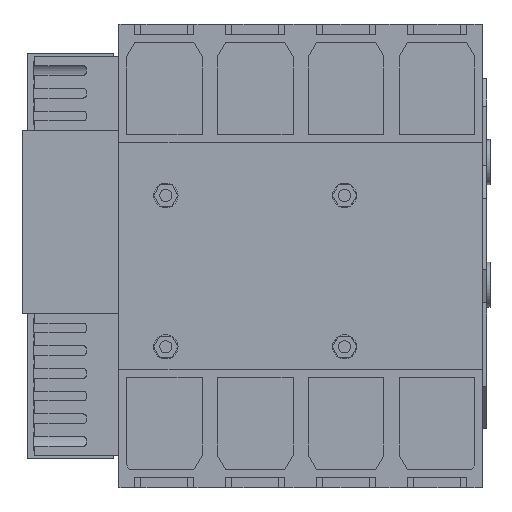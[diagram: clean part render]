
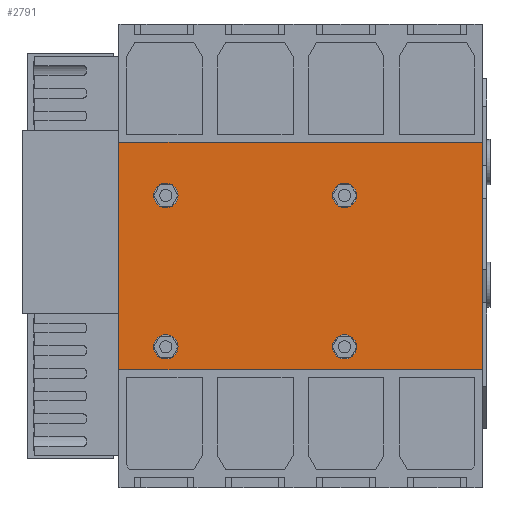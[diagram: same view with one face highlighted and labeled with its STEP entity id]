
A CAD part, front view. The second image highlights one B-rep face of the part: STEP entity #2791.
In plain terms, the highlighted planar face has unit normal (0, -1, 0).
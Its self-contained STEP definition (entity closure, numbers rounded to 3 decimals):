
#2711=AXIS2_PLACEMENT_3D('Plane Axis2P3D',#2708,#2709,#2710) ;
#2721=AXIS2_PLACEMENT_3D('Circle Axis2P3D',#2719,#2720,$) ;
#2730=AXIS2_PLACEMENT_3D('Circle Axis2P3D',#2728,#2729,$) ;
#2739=AXIS2_PLACEMENT_3D('Circle Axis2P3D',#2737,#2738,$) ;
#2748=AXIS2_PLACEMENT_3D('Circle Axis2P3D',#2746,#2747,$) ;
#2757=AXIS2_PLACEMENT_3D('Circle Axis2P3D',#2755,#2756,$) ;
#2766=AXIS2_PLACEMENT_3D('Circle Axis2P3D',#2764,#2765,$) ;
#2775=AXIS2_PLACEMENT_3D('Circle Axis2P3D',#2773,#2774,$) ;
#2784=AXIS2_PLACEMENT_3D('Circle Axis2P3D',#2782,#2783,$) ;
#2348=CARTESIAN_POINT('Vertex',(75.,1.,37.5)) ;
#2351=CARTESIAN_POINT('Line Origine',(75.,1.,0.)) ;
#2355=CARTESIAN_POINT('Vertex',(75.,1.,-37.5)) ;
#2402=CARTESIAN_POINT('Vertex',(-45.,1.,-37.5)) ;
#2412=CARTESIAN_POINT('Line Origine',(15.,1.,-37.5)) ;
#2448=CARTESIAN_POINT('Line Origine',(-45.,1.,0.)) ;
#2452=CARTESIAN_POINT('Vertex',(-45.,1.,37.5)) ;
#2691=CARTESIAN_POINT('Line Origine',(15.,1.,37.5)) ;
#2708=CARTESIAN_POINT('Axis2P3D Location',(0.,1.,-37.5)) ;
#2719=CARTESIAN_POINT('Axis2P3D Location',(29.5,1.,20.)) ;
#2723=CARTESIAN_POINT('Vertex',(33.5,1.,20.)) ;
#2725=CARTESIAN_POINT('Vertex',(25.5,1.,20.)) ;
#2728=CARTESIAN_POINT('Axis2P3D Location',(29.5,1.,20.)) ;
#2737=CARTESIAN_POINT('Axis2P3D Location',(-29.5,1.,20.)) ;
#2741=CARTESIAN_POINT('Vertex',(-25.5,1.,20.)) ;
#2743=CARTESIAN_POINT('Vertex',(-33.5,1.,20.)) ;
#2746=CARTESIAN_POINT('Axis2P3D Location',(-29.5,1.,20.)) ;
#2755=CARTESIAN_POINT('Axis2P3D Location',(-29.5,1.,-30.)) ;
#2759=CARTESIAN_POINT('Vertex',(-25.5,1.,-30.)) ;
#2761=CARTESIAN_POINT('Vertex',(-33.5,1.,-30.)) ;
#2764=CARTESIAN_POINT('Axis2P3D Location',(-29.5,1.,-30.)) ;
#2773=CARTESIAN_POINT('Axis2P3D Location',(29.5,1.,-30.)) ;
#2777=CARTESIAN_POINT('Vertex',(33.5,1.,-30.)) ;
#2779=CARTESIAN_POINT('Vertex',(25.5,1.,-30.)) ;
#2782=CARTESIAN_POINT('Axis2P3D Location',(29.5,1.,-30.)) ;
#2352=DIRECTION('Vector Direction',(0.,0.,1.)) ;
#2413=DIRECTION('Vector Direction',(-1.,0.,0.)) ;
#2449=DIRECTION('Vector Direction',(0.,0.,1.)) ;
#2692=DIRECTION('Vector Direction',(-1.,0.,0.)) ;
#2709=DIRECTION('Axis2P3D Direction',(0.,-1.,0.)) ;
#2710=DIRECTION('Axis2P3D XDirection',(0.,0.,1.)) ;
#2720=DIRECTION('Axis2P3D Direction',(0.,-1.,0.)) ;
#2729=DIRECTION('Axis2P3D Direction',(0.,-1.,0.)) ;
#2738=DIRECTION('Axis2P3D Direction',(0.,-1.,0.)) ;
#2747=DIRECTION('Axis2P3D Direction',(0.,-1.,0.)) ;
#2756=DIRECTION('Axis2P3D Direction',(0.,-1.,0.)) ;
#2765=DIRECTION('Axis2P3D Direction',(0.,-1.,0.)) ;
#2774=DIRECTION('Axis2P3D Direction',(0.,-1.,0.)) ;
#2783=DIRECTION('Axis2P3D Direction',(0.,-1.,0.)) ;
#2353=VECTOR('Line Direction',#2352,1.) ;
#2414=VECTOR('Line Direction',#2413,1.) ;
#2450=VECTOR('Line Direction',#2449,1.) ;
#2693=VECTOR('Line Direction',#2692,1.) ;
#2714=ORIENTED_EDGE('',*,*,#2454,.T.) ;
#2715=ORIENTED_EDGE('',*,*,#2416,.F.) ;
#2716=ORIENTED_EDGE('',*,*,#2357,.F.) ;
#2717=ORIENTED_EDGE('',*,*,#2695,.T.) ;
#2734=ORIENTED_EDGE('',*,*,#2727,.F.) ;
#2735=ORIENTED_EDGE('',*,*,#2732,.F.) ;
#2752=ORIENTED_EDGE('',*,*,#2745,.F.) ;
#2753=ORIENTED_EDGE('',*,*,#2750,.F.) ;
#2770=ORIENTED_EDGE('',*,*,#2763,.F.) ;
#2771=ORIENTED_EDGE('',*,*,#2768,.F.) ;
#2788=ORIENTED_EDGE('',*,*,#2781,.F.) ;
#2789=ORIENTED_EDGE('',*,*,#2786,.F.) ;
#2736=FACE_BOUND('',#2733,.T.) ;
#2754=FACE_BOUND('',#2751,.T.) ;
#2772=FACE_BOUND('',#2769,.T.) ;
#2790=FACE_BOUND('',#2787,.T.) ;
#2791=ADVANCED_FACE('Interruttore base XT2_4p_Withdrawable Fixing 70mm (parte fissa)',(#2718,#2736,#2754,#2772,#2790),#2712,.T.) ;
#2722=CIRCLE('generated circle',#2721,4.) ;
#2731=CIRCLE('generated circle',#2730,4.) ;
#2740=CIRCLE('generated circle',#2739,4.) ;
#2749=CIRCLE('generated circle',#2748,4.) ;
#2758=CIRCLE('generated circle',#2757,4.) ;
#2767=CIRCLE('generated circle',#2766,4.) ;
#2776=CIRCLE('generated circle',#2775,4.) ;
#2785=CIRCLE('generated circle',#2784,4.) ;
#2357=EDGE_CURVE('',#2349,#2356,#2354,.F.) ;
#2416=EDGE_CURVE('',#2356,#2403,#2415,.T.) ;
#2454=EDGE_CURVE('',#2453,#2403,#2451,.F.) ;
#2695=EDGE_CURVE('',#2349,#2453,#2694,.T.) ;
#2727=EDGE_CURVE('',#2724,#2726,#2722,.T.) ;
#2732=EDGE_CURVE('',#2726,#2724,#2731,.T.) ;
#2745=EDGE_CURVE('',#2742,#2744,#2740,.T.) ;
#2750=EDGE_CURVE('',#2744,#2742,#2749,.T.) ;
#2763=EDGE_CURVE('',#2760,#2762,#2758,.T.) ;
#2768=EDGE_CURVE('',#2762,#2760,#2767,.T.) ;
#2781=EDGE_CURVE('',#2778,#2780,#2776,.T.) ;
#2786=EDGE_CURVE('',#2780,#2778,#2785,.T.) ;
#2713=EDGE_LOOP('',(#2714,#2715,#2716,#2717)) ;
#2733=EDGE_LOOP('',(#2734,#2735)) ;
#2751=EDGE_LOOP('',(#2752,#2753)) ;
#2769=EDGE_LOOP('',(#2770,#2771)) ;
#2787=EDGE_LOOP('',(#2788,#2789)) ;
#2718=FACE_OUTER_BOUND('',#2713,.T.) ;
#2354=LINE('Line',#2351,#2353) ;
#2415=LINE('Line',#2412,#2414) ;
#2451=LINE('Line',#2448,#2450) ;
#2694=LINE('Line',#2691,#2693) ;
#2712=PLANE('',#2711) ;
#2349=VERTEX_POINT('',#2348) ;
#2356=VERTEX_POINT('',#2355) ;
#2403=VERTEX_POINT('',#2402) ;
#2453=VERTEX_POINT('',#2452) ;
#2724=VERTEX_POINT('',#2723) ;
#2726=VERTEX_POINT('',#2725) ;
#2742=VERTEX_POINT('',#2741) ;
#2744=VERTEX_POINT('',#2743) ;
#2760=VERTEX_POINT('',#2759) ;
#2762=VERTEX_POINT('',#2761) ;
#2778=VERTEX_POINT('',#2777) ;
#2780=VERTEX_POINT('',#2779) ;
